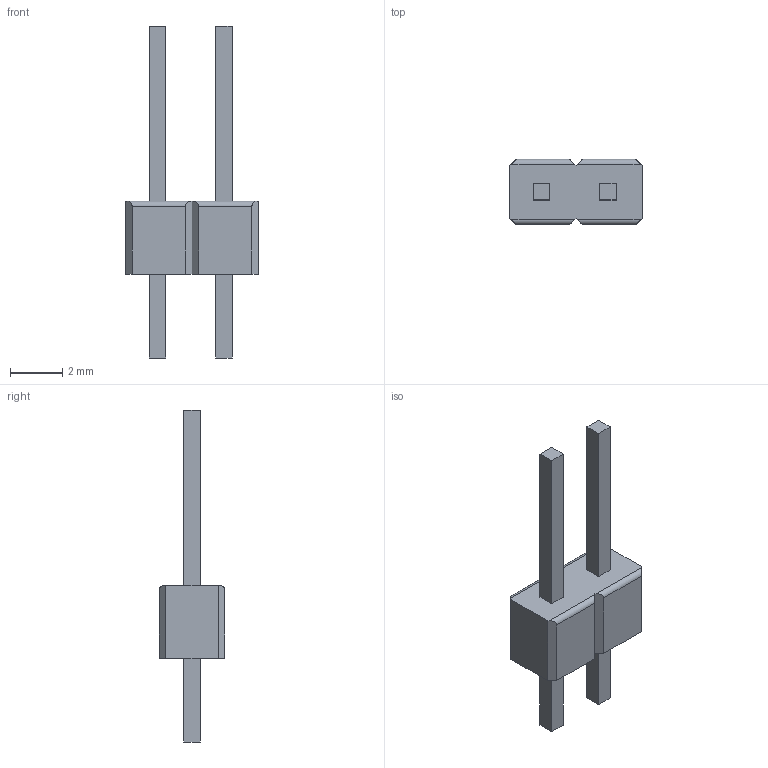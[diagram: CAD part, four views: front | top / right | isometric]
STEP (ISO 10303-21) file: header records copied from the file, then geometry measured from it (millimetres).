
FILE_DESCRIPTION((''),'2;1');
FILE_NAME('C-826629-2','2017-03-15T',('workeradm'),('Tyco Electronics Ltd.'),'CREO PARAMETRIC BY PTC INC, 2016050','CREO PARAMETRIC BY PTC INC, 2016050','');
FILE_SCHEMA(('AUTOMOTIVE_DESIGN { 1 0 10303 214 1 1 1 1 }'));
Length unit declared in the file: millimetre
Products named in the file (1): C-826629-2
Bounding box: 5.08 x 2.5 x 12.7 mm (x, y, z)
Volume: 42.6 mm3; surface area: 116 mm2
Topology: 1 solids, 1 shells, 40 faces, 102 edges, 68 vertices
Faces by surface type: plane 36, cylinder 4
Entity records: 1396 total; most frequent: CARTESIAN_POINT 262, ORIENTED_EDGE 204, DIRECTION 174, COLOUR_RGB 126, EDGE_CURVE 102, VECTOR 94, LINE 94, VERTEX_POINT 68
